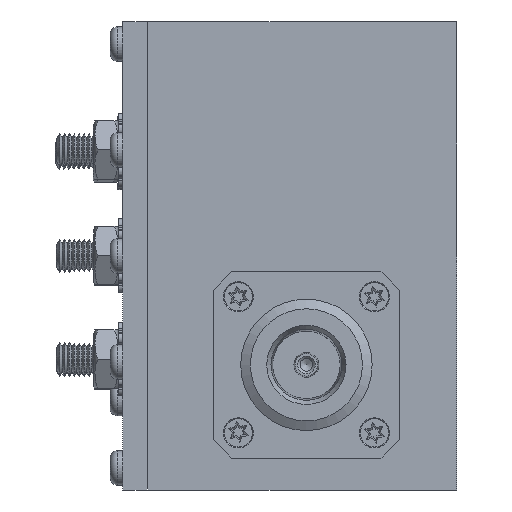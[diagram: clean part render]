
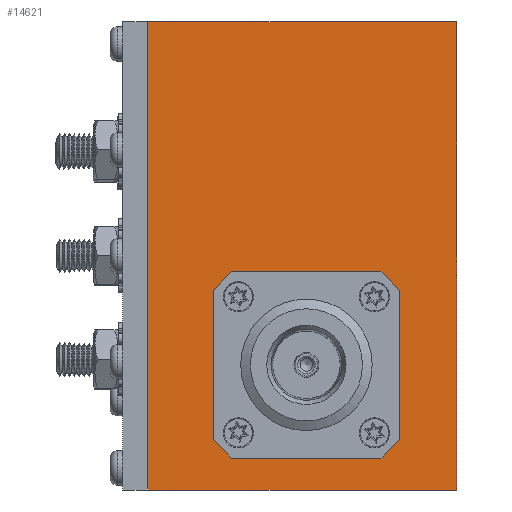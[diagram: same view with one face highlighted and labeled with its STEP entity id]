
A CAD part, left-side view. The second image highlights one B-rep face of the part: STEP entity #14621.
In plain terms, the highlighted planar face has unit normal (-1, 0, 0).
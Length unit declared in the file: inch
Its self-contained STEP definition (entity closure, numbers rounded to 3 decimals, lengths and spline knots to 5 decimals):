
#600 = EDGE_LOOP ( 'NONE', ( #5631 ) ) ;
#1840 = DIRECTION ( 'NONE',  ( 1., 0., 0. ) ) ;
#2161 = CARTESIAN_POINT ( 'NONE',  ( -1.104, 1.4578, -1.104 ) ) ;
#2164 = DIRECTION ( 'NONE',  ( 0., -1., 0. ) ) ;
#2417 = EDGE_CURVE ( 'NONE', #17735, #7784, #12055, .T. ) ;
#2713 = ORIENTED_EDGE ( 'NONE', *, *, #16588, .F. ) ;
#3227 = CARTESIAN_POINT ( 'NONE',  ( -1.104, 0., 1.104 ) ) ;
#3708 = LINE ( 'NONE', #2161, #14535 ) ;
#4027 = EDGE_CURVE ( 'NONE', #17840, #19606, #18970, .T. ) ;
#4177 = CARTESIAN_POINT ( 'NONE',  ( -1.104, 0., -1.104 ) ) ;
#4426 = VERTEX_POINT ( 'NONE', #22360 ) ;
#5631 = ORIENTED_EDGE ( 'NONE', *, *, #21239, .T. ) ;
#6015 = DIRECTION ( 'NONE',  ( 0., -1., 0. ) ) ;
#6093 = EDGE_CURVE ( 'NONE', #17735, #17840, #3708, .T. ) ;
#6641 = ORIENTED_EDGE ( 'NONE', *, *, #2417, .F. ) ;
#7577 = LINE ( 'NONE', #15377, #9421 ) ;
#7784 = VERTEX_POINT ( 'NONE', #8673 ) ;
#8673 = CARTESIAN_POINT ( 'NONE',  ( -1.104, 1.4578, 1.104 ) ) ;
#9012 = CIRCLE ( 'NONE', #24577, 0.08597 ) ;
#9421 = VECTOR ( 'NONE', #2164, 39.37008 ) ;
#10089 = ORIENTED_EDGE ( 'NONE', *, *, #4027, .T. ) ;
#10158 = AXIS2_PLACEMENT_3D ( 'NONE', #13873, #1840, #23376 ) ;
#11824 = FACE_OUTER_BOUND ( 'NONE', #12846, .T. ) ;
#12009 = DIRECTION ( 'NONE',  ( 1., 0., 0. ) ) ;
#12055 = LINE ( 'NONE', #15861, #15591 ) ;
#12846 = EDGE_LOOP ( 'NONE', ( #10089, #2713, #6641, #18223 ) ) ;
#13313 = DIRECTION ( 'NONE',  ( 0., 0., 1. ) ) ;
#13670 = DIRECTION ( 'NONE',  ( 0., 0., -1. ) ) ;
#13790 = CARTESIAN_POINT ( 'NONE',  ( -1.104, 0.7086, -0.5135 ) ) ;
#13873 = CARTESIAN_POINT ( 'NONE',  ( -1.104, 1.4578, -1.104 ) ) ;
#14535 = VECTOR ( 'NONE', #6015, 39.37008 ) ;
#14621 = ADVANCED_FACE ( 'NONE', ( #19525, #11824 ), #15538, .F. ) ;
#15377 = CARTESIAN_POINT ( 'NONE',  ( -1.104, 1.4578, 1.104 ) ) ;
#15538 = PLANE ( 'NONE',  #10158 ) ;
#15591 = VECTOR ( 'NONE', #23693, 39.37008 ) ;
#15861 = CARTESIAN_POINT ( 'NONE',  ( -1.104, 1.4578, -1.104 ) ) ;
#16436 = VECTOR ( 'NONE', #13313, 39.37008 ) ;
#16588 = EDGE_CURVE ( 'NONE', #7784, #19606, #7577, .T. ) ;
#17028 = CARTESIAN_POINT ( 'NONE',  ( -1.104, 0., -1.104 ) ) ;
#17383 = CARTESIAN_POINT ( 'NONE',  ( -1.104, 1.4578, -1.104 ) ) ;
#17735 = VERTEX_POINT ( 'NONE', #17383 ) ;
#17840 = VERTEX_POINT ( 'NONE', #4177 ) ;
#18223 = ORIENTED_EDGE ( 'NONE', *, *, #6093, .T. ) ;
#18970 = LINE ( 'NONE', #17028, #16436 ) ;
#19525 = FACE_BOUND ( 'NONE', #600, .T. ) ;
#19606 = VERTEX_POINT ( 'NONE', #3227 ) ;
#21239 = EDGE_CURVE ( 'NONE', #4426, #4426, #9012, .T. ) ;
#22360 = CARTESIAN_POINT ( 'NONE',  ( -1.104, 0.7086, -0.59947 ) ) ;
#23376 = DIRECTION ( 'NONE',  ( 0., 0., -1. ) ) ;
#23693 = DIRECTION ( 'NONE',  ( 0., 0., 1. ) ) ;
#24577 = AXIS2_PLACEMENT_3D ( 'NONE', #13790, #12009, #13670 ) ;
